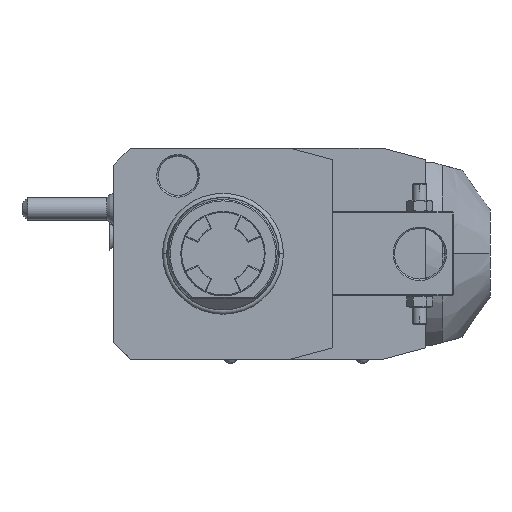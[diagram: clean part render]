
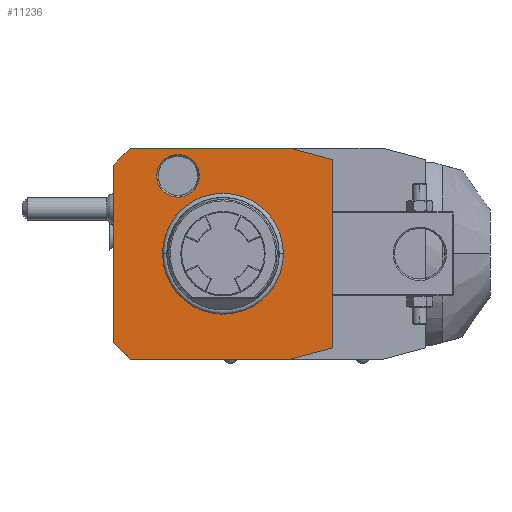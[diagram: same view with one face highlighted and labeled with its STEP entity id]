
A CAD part, front view. The second image highlights one B-rep face of the part: STEP entity #11236.
In plain terms, the highlighted planar face has unit normal (0, -1, 0).
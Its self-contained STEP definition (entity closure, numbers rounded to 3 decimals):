
#346=DIRECTION('',(1.,0.,0.));
#347=VECTOR('',#346,57.);
#348=CARTESIAN_POINT('',(-33.,0.,-37.5));
#349=LINE('',#348,#347);
#350=DIRECTION('',(0.707,0.,-0.707));
#351=VECTOR('',#350,8.485);
#352=CARTESIAN_POINT('',(-39.,0.,-31.5));
#353=LINE('',#352,#351);
#354=DIRECTION('',(0.,0.,-1.));
#355=VECTOR('',#354,63.);
#356=CARTESIAN_POINT('',(-39.,0.,31.5));
#357=LINE('',#356,#355);
#358=DIRECTION('',(-0.707,0.,-0.707));
#359=VECTOR('',#358,8.485);
#360=CARTESIAN_POINT('',(-33.,0.,37.5));
#361=LINE('',#360,#359);
#362=DIRECTION('',(-1.,0.,0.));
#363=VECTOR('',#362,57.);
#364=CARTESIAN_POINT('',(24.,0.,37.5));
#365=LINE('',#364,#363);
#366=DIRECTION('',(-0.966,0.,0.259));
#367=VECTOR('',#366,15.529);
#368=CARTESIAN_POINT('',(39.,0.,33.481));
#369=LINE('',#368,#367);
#370=DIRECTION('',(0.,0.,1.));
#371=VECTOR('',#370,66.962);
#372=CARTESIAN_POINT('',(39.,0.,-33.481));
#373=LINE('',#372,#371);
#374=DIRECTION('',(0.966,0.,0.259));
#375=VECTOR('',#374,15.529);
#376=CARTESIAN_POINT('',(24.,0.,-37.5));
#377=LINE('',#376,#375);
#378=CARTESIAN_POINT('',(-16.,0.,27.713));
#379=DIRECTION('',(0.,1.,0.));
#380=DIRECTION('',(1.,0.,0.));
#381=AXIS2_PLACEMENT_3D('',#378,#379,#380);
#383=CARTESIAN_POINT('',(-16.,0.,27.713));
#384=DIRECTION('',(0.,1.,0.));
#385=DIRECTION('',(-1.,0.,0.));
#386=AXIS2_PLACEMENT_3D('',#383,#384,#385);
#3265=CARTESIAN_POINT('',(0.,0.,0.));
#3266=DIRECTION('',(0.,-1.,0.));
#3267=DIRECTION('',(1.,0.,0.));
#3268=AXIS2_PLACEMENT_3D('',#3265,#3266,#3267);
#3270=CARTESIAN_POINT('',(0.,0.,0.));
#3271=DIRECTION('',(0.,-1.,0.));
#3272=DIRECTION('',(-1.,0.,0.));
#3273=AXIS2_PLACEMENT_3D('',#3270,#3271,#3272);
#9766=CARTESIAN_POINT('',(-8.423,0.,27.713));
#9767=CARTESIAN_POINT('',(-23.577,0.,27.713));
#9768=VERTEX_POINT('',#9766);
#9769=VERTEX_POINT('',#9767);
#10682=CARTESIAN_POINT('',(-33.,0.,-37.5));
#10683=CARTESIAN_POINT('',(24.,0.,-37.5));
#10684=VERTEX_POINT('',#10682);
#10685=VERTEX_POINT('',#10683);
#10686=CARTESIAN_POINT('',(39.,0.,-33.481));
#10687=VERTEX_POINT('',#10686);
#10688=CARTESIAN_POINT('',(39.,0.,33.481));
#10689=VERTEX_POINT('',#10688);
#10690=CARTESIAN_POINT('',(24.,0.,37.5));
#10691=VERTEX_POINT('',#10690);
#10692=CARTESIAN_POINT('',(-33.,0.,37.5));
#10693=VERTEX_POINT('',#10692);
#10694=CARTESIAN_POINT('',(-39.,0.,31.5));
#10695=VERTEX_POINT('',#10694);
#10696=CARTESIAN_POINT('',(-39.,0.,-31.5));
#10697=VERTEX_POINT('',#10696);
#10766=CARTESIAN_POINT('',(21.137,0.,0.));
#10767=CARTESIAN_POINT('',(-21.137,0.,0.));
#10768=VERTEX_POINT('',#10766);
#10769=VERTEX_POINT('',#10767);
#11204=CARTESIAN_POINT('',(0.,0.,0.));
#11205=DIRECTION('',(0.,-1.,0.));
#11206=DIRECTION('',(-1.,0.,0.));
#11207=AXIS2_PLACEMENT_3D('',#11204,#11205,#11206);
#11208=PLANE('',#11207);
#11209=ORIENTED_EDGE('',*,*,#11152,.F.);
#11211=ORIENTED_EDGE('',*,*,#11210,.F.);
#11213=ORIENTED_EDGE('',*,*,#11212,.F.);
#11215=ORIENTED_EDGE('',*,*,#11214,.F.);
#11216=ORIENTED_EDGE('',*,*,#11043,.F.);
#11218=ORIENTED_EDGE('',*,*,#11217,.F.);
#11220=ORIENTED_EDGE('',*,*,#11219,.F.);
#11221=ORIENTED_EDGE('',*,*,#11196,.F.);
#11222=EDGE_LOOP('',(#11209,#11211,#11213,#11215,#11216,#11218,#11220,#11221));
#11223=FACE_OUTER_BOUND('',#11222,.F.);
#11225=ORIENTED_EDGE('',*,*,#11224,.T.);
#11227=ORIENTED_EDGE('',*,*,#11226,.T.);
#11228=EDGE_LOOP('',(#11225,#11227));
#11229=FACE_BOUND('',#11228,.F.);
#11231=ORIENTED_EDGE('',*,*,#11230,.F.);
#11233=ORIENTED_EDGE('',*,*,#11232,.F.);
#11234=EDGE_LOOP('',(#11231,#11233));
#11235=FACE_BOUND('',#11234,.F.);
#382=CIRCLE('',#381,7.577);
#387=CIRCLE('',#386,7.577);
#3269=CIRCLE('',#3268,21.137);
#3274=CIRCLE('',#3273,21.137);
#11043=EDGE_CURVE('',#10691,#10693,#365,.T.);
#11152=EDGE_CURVE('',#10684,#10685,#349,.T.);
#11196=EDGE_CURVE('',#10685,#10687,#377,.T.);
#11210=EDGE_CURVE('',#10697,#10684,#353,.T.);
#11212=EDGE_CURVE('',#10695,#10697,#357,.T.);
#11214=EDGE_CURVE('',#10693,#10695,#361,.T.);
#11217=EDGE_CURVE('',#10689,#10691,#369,.T.);
#11219=EDGE_CURVE('',#10687,#10689,#373,.T.);
#11224=EDGE_CURVE('',#10768,#10769,#3269,.T.);
#11226=EDGE_CURVE('',#10769,#10768,#3274,.T.);
#11230=EDGE_CURVE('',#9768,#9769,#382,.T.);
#11232=EDGE_CURVE('',#9769,#9768,#387,.T.);
#11236=ADVANCED_FACE('',(#11223,#11229,#11235),#11208,.T.);
